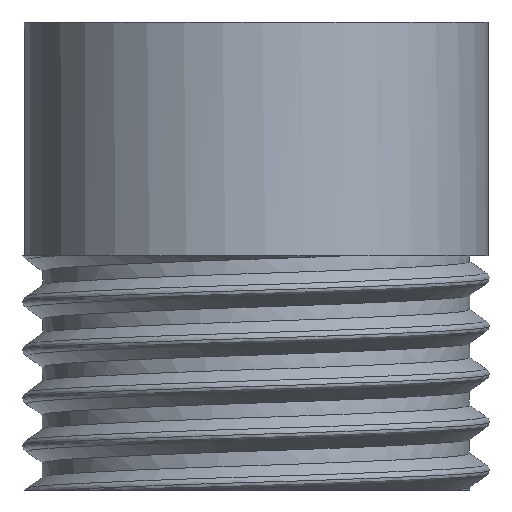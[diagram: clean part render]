
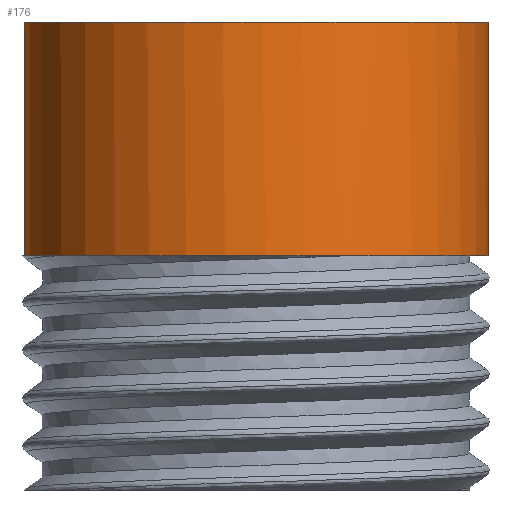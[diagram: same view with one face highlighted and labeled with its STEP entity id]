
A CAD part, front view. The second image highlights one B-rep face of the part: STEP entity #176.
In plain terms, the highlighted cylindrical face has radius 6.3 mm (diameter 12.6 mm), a full revolution.
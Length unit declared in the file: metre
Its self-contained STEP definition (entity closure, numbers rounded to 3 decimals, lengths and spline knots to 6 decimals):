
#37=ORIENTED_EDGE('',*,*,#85,.T.);
#38=ORIENTED_EDGE('',*,*,#86,.T.);
#39=ORIENTED_EDGE('',*,*,#87,.F.);
#85=EDGE_CURVE('',#109,#110,#126,.T.);
#86=EDGE_CURVE('',#110,#109,#127,.T.);
#87=EDGE_CURVE('',#111,#111,#128,.T.);
#109=VERTEX_POINT('',#263);
#110=VERTEX_POINT('',#264);
#111=VERTEX_POINT('',#267);
#126=CIRCLE('',#205,0.0063);
#127=CIRCLE('',#206,0.0063);
#128=CIRCLE('',#207,0.0063);
#135=EDGE_LOOP('',(#37,#38));
#136=EDGE_LOOP('',(#39));
#154=FACE_BOUND('',#135,.T.);
#155=FACE_BOUND('',#136,.T.);
#173=CYLINDRICAL_SURFACE('',#204,0.0063);
#176=ADVANCED_FACE('',(#154,#155),#173,.T.);
#204=AXIS2_PLACEMENT_3D('',#261,#224,#225);
#205=AXIS2_PLACEMENT_3D('',#262,#226,#227);
#206=AXIS2_PLACEMENT_3D('',#265,#228,#229);
#207=AXIS2_PLACEMENT_3D('',#266,#230,#231);
#224=DIRECTION('',(0.,0.,-1.));
#225=DIRECTION('',(-1.,0.,0.));
#226=DIRECTION('',(0.,0.,1.));
#227=DIRECTION('',(1.,0.,0.));
#228=DIRECTION('',(0.,0.,1.));
#229=DIRECTION('',(1.,0.,0.));
#230=DIRECTION('',(0.,0.,1.));
#231=DIRECTION('',(1.,0.,0.));
#261=CARTESIAN_POINT('',(0.,0.,0.0508));
#262=CARTESIAN_POINT('',(0.,0.,0.04445));
#263=CARTESIAN_POINT('',(-0.004855,0.004015,0.04445));
#264=CARTESIAN_POINT('',(-0.00614,-0.001413,0.04445));
#265=CARTESIAN_POINT('',(0.,0.,0.04445));
#266=CARTESIAN_POINT('',(0.,0.,0.0508));
#267=CARTESIAN_POINT('',(0.0063,0.,0.0508));
